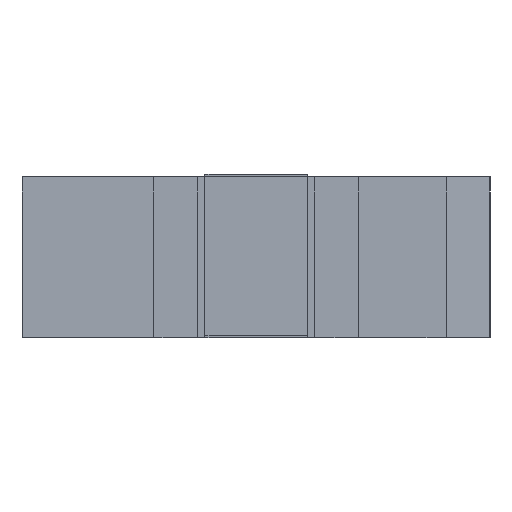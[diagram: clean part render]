
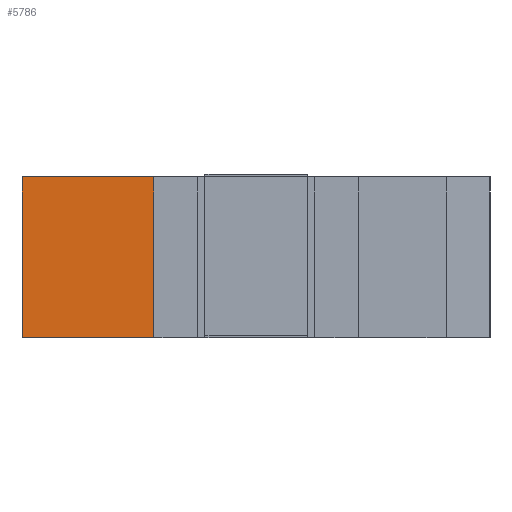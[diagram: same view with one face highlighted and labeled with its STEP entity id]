
A CAD part, left-side view. The second image highlights one B-rep face of the part: STEP entity #5786.
In plain terms, the highlighted planar face has unit normal (-1, 0, 0).
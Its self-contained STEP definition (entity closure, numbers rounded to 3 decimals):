
#559 = ORIENTED_EDGE ( 'NONE', *, *, #13549, .F. ) ;
#1709 = DIRECTION ( 'NONE',  ( 1., 0., 0. ) ) ;
#1864 = EDGE_LOOP ( 'NONE', ( #8603, #8323, #559, #11625 ) ) ;
#2121 = VECTOR ( 'NONE', #2362, 1000. ) ;
#2205 = AXIS2_PLACEMENT_3D ( 'NONE', #5988, #1709, #16423 ) ;
#2362 = DIRECTION ( 'NONE',  ( 0., 1., 0. ) ) ;
#2592 = VECTOR ( 'NONE', #2822, 1000. ) ;
#2822 = DIRECTION ( 'NONE',  ( 0., 0., 1. ) ) ;
#2901 = DIRECTION ( 'NONE',  ( 0., 1., 0. ) ) ;
#4951 = PLANE ( 'NONE',  #2205 ) ;
#5511 = CARTESIAN_POINT ( 'NONE',  ( -11., 3.5, 0. ) ) ;
#5786 = ADVANCED_FACE ( 'NONE', ( #7812 ), #4951, .F. ) ;
#5988 = CARTESIAN_POINT ( 'NONE',  ( -11., 8., 0. ) ) ;
#6404 = DIRECTION ( 'NONE',  ( 0., 0., 1. ) ) ;
#6734 = VERTEX_POINT ( 'NONE', #17431 ) ;
#7812 = FACE_OUTER_BOUND ( 'NONE', #1864, .T. ) ;
#8112 = VECTOR ( 'NONE', #6404, 1000. ) ;
#8323 = ORIENTED_EDGE ( 'NONE', *, *, #8837, .F. ) ;
#8603 = ORIENTED_EDGE ( 'NONE', *, *, #14271, .T. ) ;
#8837 = EDGE_CURVE ( 'NONE', #16984, #16378, #11331, .T. ) ;
#9323 = CARTESIAN_POINT ( 'NONE',  ( -11., 8., 0. ) ) ;
#9698 = VECTOR ( 'NONE', #2901, 1000. ) ;
#11081 = LINE ( 'NONE', #16536, #8112 ) ;
#11329 = EDGE_CURVE ( 'NONE', #18529, #6734, #11081, .T. ) ;
#11331 = LINE ( 'NONE', #11614, #2592 ) ;
#11614 = CARTESIAN_POINT ( 'NONE',  ( -11., 8., 0. ) ) ;
#11625 = ORIENTED_EDGE ( 'NONE', *, *, #11329, .T. ) ;
#13549 = EDGE_CURVE ( 'NONE', #18529, #16984, #18307, .T. ) ;
#14271 = EDGE_CURVE ( 'NONE', #6734, #16378, #14662, .T. ) ;
#14662 = LINE ( 'NONE', #17608, #9698 ) ;
#14704 = CARTESIAN_POINT ( 'NONE',  ( -11., 8., 0. ) ) ;
#16378 = VERTEX_POINT ( 'NONE', #17464 ) ;
#16423 = DIRECTION ( 'NONE',  ( 0., 0., -1. ) ) ;
#16536 = CARTESIAN_POINT ( 'NONE',  ( -11., 3.5, 0. ) ) ;
#16984 = VERTEX_POINT ( 'NONE', #14704 ) ;
#17431 = CARTESIAN_POINT ( 'NONE',  ( -11., 3.5, 5.5 ) ) ;
#17464 = CARTESIAN_POINT ( 'NONE',  ( -11., 8., 5.5 ) ) ;
#17608 = CARTESIAN_POINT ( 'NONE',  ( -11., 8., 5.5 ) ) ;
#18307 = LINE ( 'NONE', #9323, #2121 ) ;
#18529 = VERTEX_POINT ( 'NONE', #5511 ) ;
